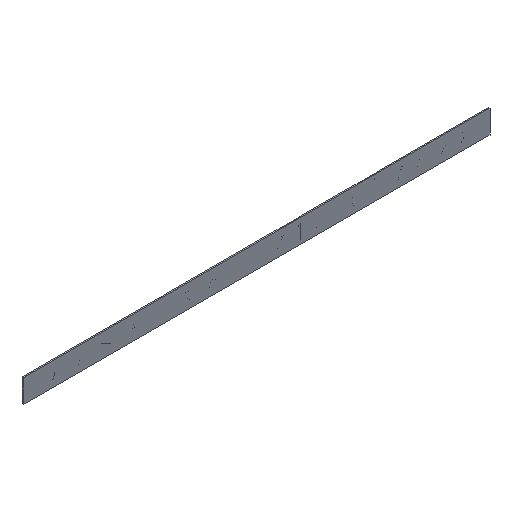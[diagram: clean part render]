
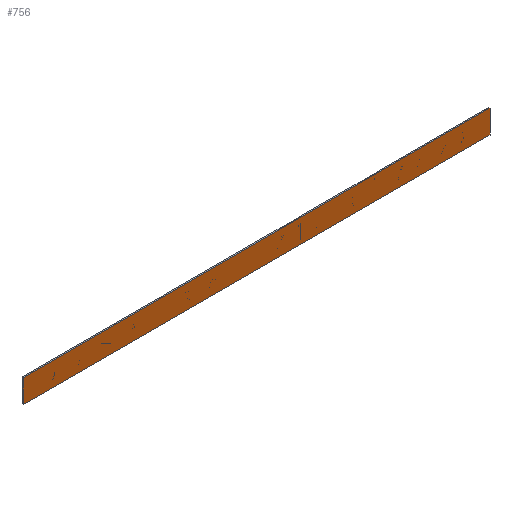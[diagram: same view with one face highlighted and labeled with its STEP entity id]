
A CAD part, isometric view. The second image highlights one B-rep face of the part: STEP entity #756.
In plain terms, the highlighted planar face has unit normal (0, -1, 0).
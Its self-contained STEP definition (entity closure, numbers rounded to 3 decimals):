
#46 = CARTESIAN_POINT ( 'NONE',  ( -20000., 0., -1000. ) ) ;
#55 = AXIS2_PLACEMENT_3D ( 'NONE', #159, #1072, #2322 ) ;
#132 = CARTESIAN_POINT ( 'NONE',  ( 20000., 0., -1000. ) ) ;
#159 = CARTESIAN_POINT ( 'NONE',  ( 0., 0., 0. ) ) ;
#176 = FACE_OUTER_BOUND ( 'NONE', #177, .T. ) ;
#177 = EDGE_LOOP ( 'NONE', ( #1486, #2175, #1393, #1544 ) ) ;
#518 = VECTOR ( 'NONE', #1107, 1000. ) ;
#551 = VERTEX_POINT ( 'NONE', #2417 ) ;
#565 = VECTOR ( 'NONE', #2557, 1000. ) ;
#756 = ADVANCED_FACE ( 'NONE', ( #176 ), #1469, .F. ) ;
#790 = LINE ( 'NONE', #1635, #1498 ) ;
#883 = VECTOR ( 'NONE', #2171, 1000. ) ;
#952 = VERTEX_POINT ( 'NONE', #2690 ) ;
#958 = VERTEX_POINT ( 'NONE', #132 ) ;
#1072 = DIRECTION ( 'NONE',  ( 0., 1., 0. ) ) ;
#1107 = DIRECTION ( 'NONE',  ( -1., 0., 0. ) ) ;
#1169 = LINE ( 'NONE', #1283, #565 ) ;
#1283 = CARTESIAN_POINT ( 'NONE',  ( -20000., 0., -1000. ) ) ;
#1310 = LINE ( 'NONE', #2602, #883 ) ;
#1393 = ORIENTED_EDGE ( 'NONE', *, *, #2031, .F. ) ;
#1469 = PLANE ( 'NONE',  #55 ) ;
#1486 = ORIENTED_EDGE ( 'NONE', *, *, #2302, .F. ) ;
#1498 = VECTOR ( 'NONE', #2444, 1000. ) ;
#1544 = ORIENTED_EDGE ( 'NONE', *, *, #1881, .F. ) ;
#1635 = CARTESIAN_POINT ( 'NONE',  ( 20000., 0., -1000. ) ) ;
#1715 = LINE ( 'NONE', #46, #518 ) ;
#1875 = CARTESIAN_POINT ( 'NONE',  ( -20000., 0., -1000. ) ) ;
#1881 = EDGE_CURVE ( 'NONE', #958, #2556, #1715, .T. ) ;
#2031 = EDGE_CURVE ( 'NONE', #2556, #551, #1169, .T. ) ;
#2171 = DIRECTION ( 'NONE',  ( 1., 0., 0. ) ) ;
#2175 = ORIENTED_EDGE ( 'NONE', *, *, #2256, .F. ) ;
#2256 = EDGE_CURVE ( 'NONE', #551, #952, #1310, .T. ) ;
#2302 = EDGE_CURVE ( 'NONE', #952, #958, #790, .T. ) ;
#2322 = DIRECTION ( 'NONE',  ( 0., 0., 1. ) ) ;
#2417 = CARTESIAN_POINT ( 'NONE',  ( -20000., 0., 1000. ) ) ;
#2444 = DIRECTION ( 'NONE',  ( 0., 0., -1. ) ) ;
#2556 = VERTEX_POINT ( 'NONE', #1875 ) ;
#2557 = DIRECTION ( 'NONE',  ( 0., 0., 1. ) ) ;
#2602 = CARTESIAN_POINT ( 'NONE',  ( -20000., 0., 1000. ) ) ;
#2690 = CARTESIAN_POINT ( 'NONE',  ( 20000., 0., 1000. ) ) ;
